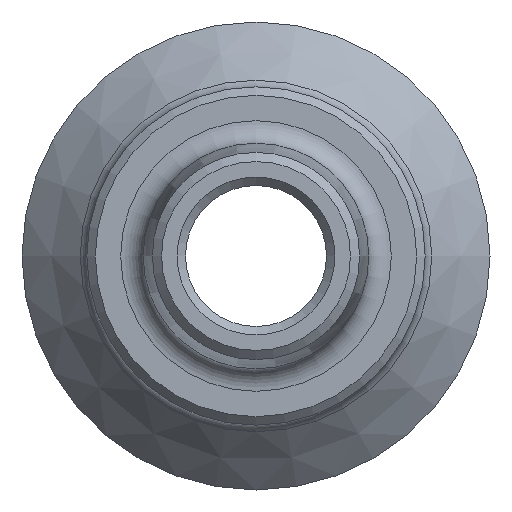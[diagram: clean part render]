
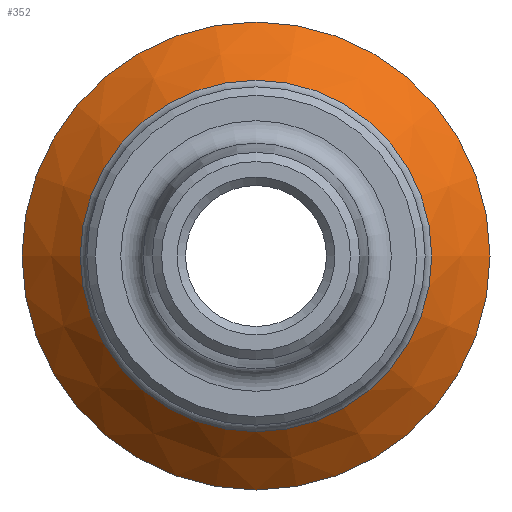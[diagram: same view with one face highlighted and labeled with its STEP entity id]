
A CAD part, left-side view. The second image highlights one B-rep face of the part: STEP entity #352.
In plain terms, the highlighted conical face has half-angle 45 degrees and reference radius 7.15 mm.
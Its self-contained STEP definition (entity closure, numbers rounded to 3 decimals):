
#15=CONICAL_SURFACE('',#409,7.15,0.785);
#28=LINE('',#626,#43);
#43=VECTOR('',#496,7.15);
#71=FACE_OUTER_BOUND('',#96,.T.);
#96=EDGE_LOOP('',(#261,#262,#263,#264,#265));
#125=CIRCLE('',#403,6.234);
#126=CIRCLE('',#404,6.234);
#130=CIRCLE('',#410,8.3);
#161=VERTEX_POINT('',#611);
#162=VERTEX_POINT('',#613);
#165=VERTEX_POINT('',#624);
#194=EDGE_CURVE('',#161,#162,#125,.T.);
#195=EDGE_CURVE('',#162,#161,#126,.T.);
#200=EDGE_CURVE('',#165,#165,#130,.T.);
#201=EDGE_CURVE('',#165,#162,#28,.T.);
#261=ORIENTED_EDGE('',*,*,#200,.F.);
#262=ORIENTED_EDGE('',*,*,#201,.T.);
#263=ORIENTED_EDGE('',*,*,#194,.F.);
#264=ORIENTED_EDGE('',*,*,#195,.F.);
#265=ORIENTED_EDGE('',*,*,#201,.F.);
#352=ADVANCED_FACE('',(#71),#15,.T.);
#403=AXIS2_PLACEMENT_3D('',#614,#479,#480);
#404=AXIS2_PLACEMENT_3D('',#615,#481,#482);
#409=AXIS2_PLACEMENT_3D('',#623,#492,#493);
#410=AXIS2_PLACEMENT_3D('',#625,#494,#495);
#479=DIRECTION('center_axis',(-1.,0.,0.));
#480=DIRECTION('ref_axis',(0.,-1.,0.));
#481=DIRECTION('center_axis',(-1.,0.,0.));
#482=DIRECTION('ref_axis',(0.,-1.,0.));
#492=DIRECTION('center_axis',(1.,0.,0.));
#493=DIRECTION('ref_axis',(0.,1.,0.));
#494=DIRECTION('center_axis',(1.,0.,0.));
#495=DIRECTION('ref_axis',(0.,0.,-1.));
#496=DIRECTION('',(-0.707,0.707,0.));
#611=CARTESIAN_POINT('',(-9.066,0.,6.234));
#613=CARTESIAN_POINT('',(-9.066,-6.234,0.));
#614=CARTESIAN_POINT('Origin',(-9.066,0.,0.));
#615=CARTESIAN_POINT('Origin',(-9.066,0.,0.));
#623=CARTESIAN_POINT('Origin',(-8.15,0.,0.));
#624=CARTESIAN_POINT('',(-7.,-8.3,0.));
#625=CARTESIAN_POINT('Origin',(-7.,0.,0.));
#626=CARTESIAN_POINT('',(-8.15,-7.15,0.));
